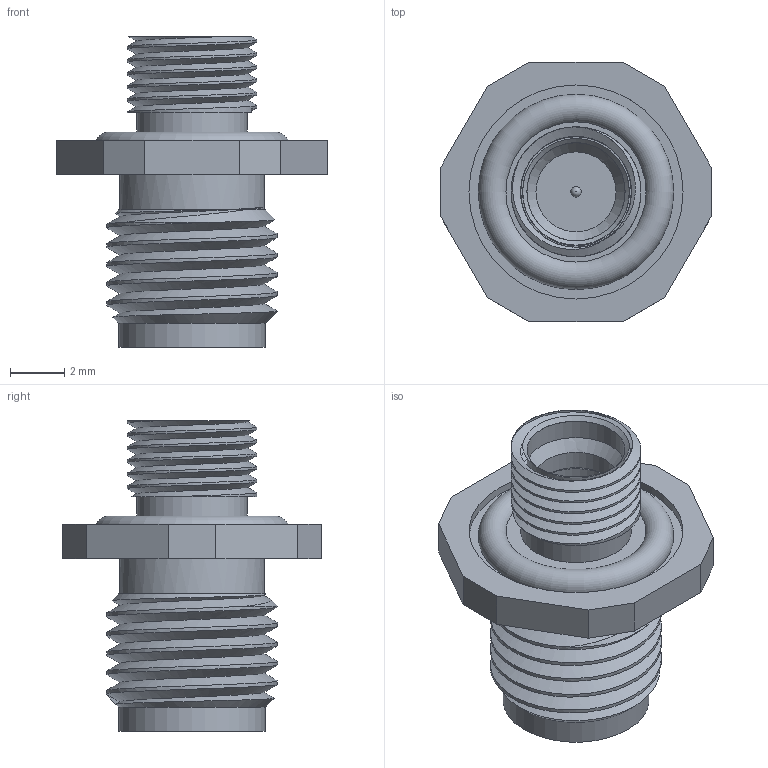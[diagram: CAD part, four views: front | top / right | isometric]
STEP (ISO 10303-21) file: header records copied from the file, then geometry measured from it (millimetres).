
FILE_DESCRIPTION(/* description */ ('Alibre Inc.'),/* implementation_level */ '2;1');
FILE_NAME(/* name */ 'export-CE02FCE4-44C7-4A3A-AB4A-60F7F794B8AA',/* time_stamp */ '2022-04-26T15:59:32-05:00',/* author */ (''),/* organization */ (''),/* preprocessor_version */ 'ST-DEVELOPER v17',/* originating_system */ 'Alibre',/* authorisation */ '');
FILE_SCHEMA (('AUTOMOTIVE_DESIGN'));
Length unit declared in the file: inch
Bounding box: 9.99 x 9.53 x 11.43 mm (x, y, z)
Volume: 257.7 mm3; surface area: 560.2 mm2
Topology: 1 solids, 1 shells, 64 faces, 141 edges, 92 vertices
Faces by surface type: plane 35, cylinder 17, bspline 7, cone 3, torus 2
Full cylindrical faces by diameter (mm): 0.381 x1, 1.295 x1, 2.946 x1, 3.175 x1, 3.607 x1, 3.937 x1, 4.064 x1, 4.597 x1, 5.334 x1, 5.385 x1, 7.874 x1
Entity records: 3973 total; most frequent: CARTESIAN_POINT 2675, ORIENTED_EDGE 248, DIRECTION 218, EDGE_CURVE 124, AXIS2_PLACEMENT_3D 96, EDGE_LOOP 92, FACE_BOUND 92, VERTEX_POINT 90
